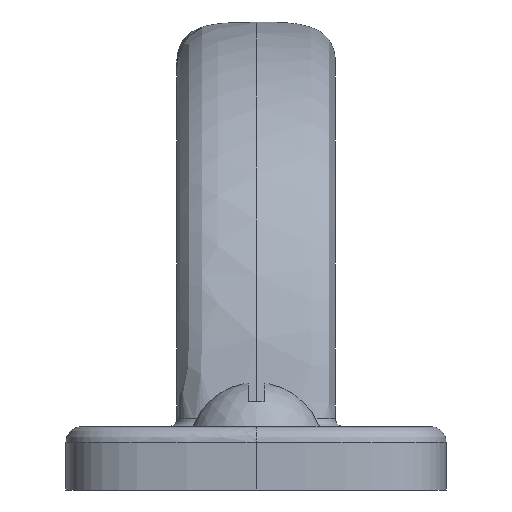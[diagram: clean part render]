
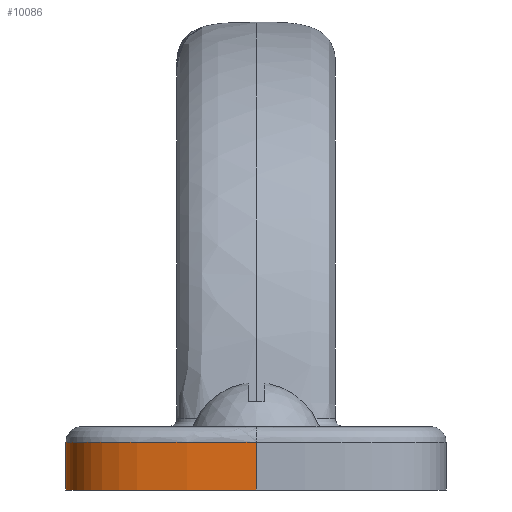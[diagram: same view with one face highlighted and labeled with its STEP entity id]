
A CAD part, left-side view. The second image highlights one B-rep face of the part: STEP entity #10086.
In plain terms, the highlighted free-form (B-spline) face has degree [3, 1] with [7, 2] control points.
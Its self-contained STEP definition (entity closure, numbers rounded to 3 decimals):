
#24=B_SPLINE_SURFACE_WITH_KNOTS('',3,1,((#16357,#16358),(#16359,#16360),
(#16361,#16362),(#16363,#16364),(#16365,#16366),(#16367,#16368),(#16369,
#16370)),.UNSPECIFIED.,.F.,.F.,.F.,(4,3,4),(2,2),(-80.,-60.,-40.),(0.,0.36),
 .UNSPECIFIED.);
#51=B_SPLINE_CURVE_WITH_KNOTS('',3,(#16347,#16348,#16349,#16350,#16351),
 .UNSPECIFIED.,.F.,.F.,(4,1,4),(-80.,-60.,-40.),.UNSPECIFIED.);
#53=B_SPLINE_CURVE_WITH_KNOTS('',3,(#16374,#16375,#16376,#16377,#16378),
 .UNSPECIFIED.,.F.,.F.,(4,1,4),(0.,16.333,32.667),
 .UNSPECIFIED.);
#679=FACE_OUTER_BOUND('',#1228,.T.);
#1228=EDGE_LOOP('',(#8993,#8994,#8995,#8996));
#2579=LINE('',#16372,#3904);
#2580=LINE('',#16379,#3905);
#3904=VECTOR('',#13053,3.);
#3905=VECTOR('',#13054,3.);
#4822=VERTEX_POINT('',#16345);
#4823=VERTEX_POINT('',#16346);
#4824=VERTEX_POINT('',#16371);
#4825=VERTEX_POINT('',#16373);
#6219=EDGE_CURVE('',#4822,#4823,#51,.T.);
#6221=EDGE_CURVE('',#4822,#4824,#2579,.T.);
#6222=EDGE_CURVE('',#4824,#4825,#53,.T.);
#6223=EDGE_CURVE('',#4823,#4825,#2580,.T.);
#8993=ORIENTED_EDGE('',*,*,#6219,.F.);
#8994=ORIENTED_EDGE('',*,*,#6221,.T.);
#8995=ORIENTED_EDGE('',*,*,#6222,.T.);
#8996=ORIENTED_EDGE('',*,*,#6223,.F.);
#10086=ADVANCED_FACE('',(#679),#24,.F.);
#13053=DIRECTION('',(0.,0.,1.));
#13054=DIRECTION('',(0.,0.,1.));
#16345=CARTESIAN_POINT('',(-46.9,30.,0.));
#16346=CARTESIAN_POINT('',(-28.4,30.,0.));
#16347=CARTESIAN_POINT('Ctrl Pts',(-46.9,30.,0.));
#16348=CARTESIAN_POINT('Ctrl Pts',(-46.9,42.,0.));
#16349=CARTESIAN_POINT('Ctrl Pts',(-39.9,42.,0.));
#16350=CARTESIAN_POINT('Ctrl Pts',(-28.4,42.,0.));
#16351=CARTESIAN_POINT('Ctrl Pts',(-28.4,30.,0.));
#16357=CARTESIAN_POINT('Ctrl Pts',(-46.9,30.,0.));
#16358=CARTESIAN_POINT('Ctrl Pts',(-46.9,30.,3.6));
#16359=CARTESIAN_POINT('Ctrl Pts',(-46.9,42.,0.));
#16360=CARTESIAN_POINT('Ctrl Pts',(-46.9,42.,3.6));
#16361=CARTESIAN_POINT('Ctrl Pts',(-43.4,42.,0.));
#16362=CARTESIAN_POINT('Ctrl Pts',(-43.4,42.,3.6));
#16363=CARTESIAN_POINT('Ctrl Pts',(-38.775,42.,0.));
#16364=CARTESIAN_POINT('Ctrl Pts',(-38.775,42.,3.6));
#16365=CARTESIAN_POINT('Ctrl Pts',(-34.15,42.,0.));
#16366=CARTESIAN_POINT('Ctrl Pts',(-34.15,42.,3.6));
#16367=CARTESIAN_POINT('Ctrl Pts',(-28.4,42.,0.));
#16368=CARTESIAN_POINT('Ctrl Pts',(-28.4,42.,3.6));
#16369=CARTESIAN_POINT('Ctrl Pts',(-28.4,30.,0.));
#16370=CARTESIAN_POINT('Ctrl Pts',(-28.4,30.,3.6));
#16371=CARTESIAN_POINT('',(-46.9,30.,3.));
#16372=CARTESIAN_POINT('',(-46.9,30.,0.));
#16373=CARTESIAN_POINT('',(-28.4,30.,3.));
#16374=CARTESIAN_POINT('Ctrl Pts',(-46.9,30.,3.));
#16375=CARTESIAN_POINT('Ctrl Pts',(-46.9,42.,3.));
#16376=CARTESIAN_POINT('Ctrl Pts',(-39.9,42.,3.));
#16377=CARTESIAN_POINT('Ctrl Pts',(-28.4,42.,3.));
#16378=CARTESIAN_POINT('Ctrl Pts',(-28.4,30.,3.));
#16379=CARTESIAN_POINT('',(-28.4,30.,0.));
